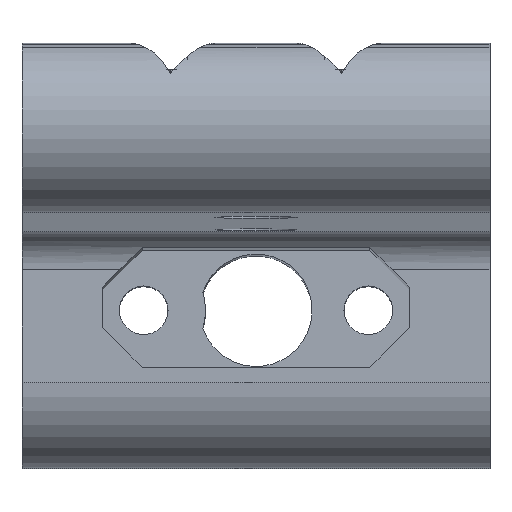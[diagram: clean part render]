
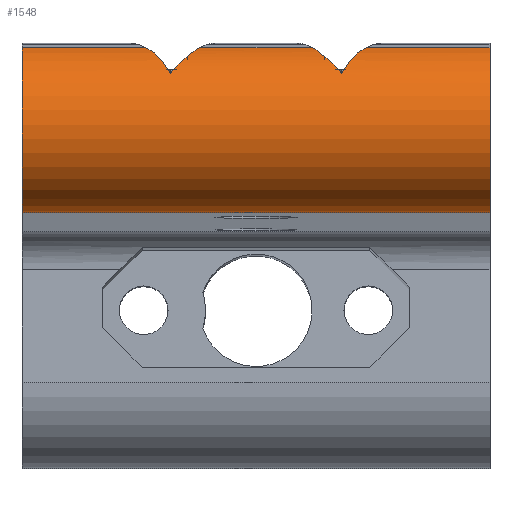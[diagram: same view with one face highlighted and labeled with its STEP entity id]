
A CAD part, front view. The second image highlights one B-rep face of the part: STEP entity #1548.
In plain terms, the highlighted cylindrical face has radius 4.543 mm (diameter 9.086 mm), a partial arc.
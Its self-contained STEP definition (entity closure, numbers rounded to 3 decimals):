
#98=FACE_OUTER_BOUND('',#185,.T.);
#185=EDGE_LOOP('',(#1108,#1109,#1110,#1111,#1112,#1113,#1114,#1115,#1116,
#1117,#1118,#1119,#1120,#1121,#1122,#1123));
#281=CIRCLE('',#1664,4.543);
#282=CIRCLE('',#1665,4.543);
#363=LINE('',#2414,#516);
#364=LINE('',#2418,#517);
#365=LINE('',#2422,#518);
#366=LINE('',#2432,#519);
#516=VECTOR('',#1893,10.);
#517=VECTOR('',#1896,10.);
#518=VECTOR('',#1899,10.);
#519=VECTOR('',#1910,10.);
#627=ELLIPSE('',#1662,5.436,4.543);
#628=ELLIPSE('',#1663,5.436,4.543);
#629=ELLIPSE('',#1666,5.436,4.543);
#630=ELLIPSE('',#1667,5.436,4.543);
#631=ELLIPSE('',#1668,6.228,4.543);
#632=ELLIPSE('',#1669,6.228,4.543);
#633=ELLIPSE('',#1670,5.371,4.543);
#634=ELLIPSE('',#1671,5.371,4.543);
#635=ELLIPSE('',#1672,6.228,4.543);
#636=ELLIPSE('',#1673,6.228,4.543);
#697=VERTEX_POINT('',#2372);
#699=VERTEX_POINT('',#2376);
#706=VERTEX_POINT('',#2391);
#708=VERTEX_POINT('',#2395);
#713=VERTEX_POINT('',#2409);
#714=VERTEX_POINT('',#2411);
#715=VERTEX_POINT('',#2413);
#716=VERTEX_POINT('',#2415);
#717=VERTEX_POINT('',#2417);
#718=VERTEX_POINT('',#2419);
#719=VERTEX_POINT('',#2421);
#720=VERTEX_POINT('',#2424);
#721=VERTEX_POINT('',#2427);
#722=VERTEX_POINT('',#2429);
#723=VERTEX_POINT('',#2431);
#724=VERTEX_POINT('',#2433);
#869=EDGE_CURVE('',#713,#697,#627,.T.);
#870=EDGE_CURVE('',#697,#714,#628,.T.);
#871=EDGE_CURVE('',#715,#714,#363,.T.);
#872=EDGE_CURVE('',#715,#716,#281,.T.);
#873=EDGE_CURVE('',#716,#717,#364,.T.);
#874=EDGE_CURVE('',#718,#717,#282,.T.);
#875=EDGE_CURVE('',#719,#718,#365,.T.);
#876=EDGE_CURVE('',#719,#708,#629,.T.);
#877=EDGE_CURVE('',#708,#720,#630,.T.);
#878=EDGE_CURVE('',#720,#706,#631,.T.);
#879=EDGE_CURVE('',#706,#721,#632,.T.);
#880=EDGE_CURVE('',#721,#722,#633,.T.);
#881=EDGE_CURVE('',#723,#722,#366,.T.);
#882=EDGE_CURVE('',#723,#724,#634,.T.);
#883=EDGE_CURVE('',#724,#699,#635,.T.);
#884=EDGE_CURVE('',#699,#713,#636,.T.);
#1108=ORIENTED_EDGE('',*,*,#869,.T.);
#1109=ORIENTED_EDGE('',*,*,#870,.T.);
#1110=ORIENTED_EDGE('',*,*,#871,.F.);
#1111=ORIENTED_EDGE('',*,*,#872,.T.);
#1112=ORIENTED_EDGE('',*,*,#873,.T.);
#1113=ORIENTED_EDGE('',*,*,#874,.F.);
#1114=ORIENTED_EDGE('',*,*,#875,.F.);
#1115=ORIENTED_EDGE('',*,*,#876,.T.);
#1116=ORIENTED_EDGE('',*,*,#877,.T.);
#1117=ORIENTED_EDGE('',*,*,#878,.T.);
#1118=ORIENTED_EDGE('',*,*,#879,.T.);
#1119=ORIENTED_EDGE('',*,*,#880,.T.);
#1120=ORIENTED_EDGE('',*,*,#881,.F.);
#1121=ORIENTED_EDGE('',*,*,#882,.T.);
#1122=ORIENTED_EDGE('',*,*,#883,.T.);
#1123=ORIENTED_EDGE('',*,*,#884,.T.);
#1523=CYLINDRICAL_SURFACE('',#1661,4.543);
#1548=ADVANCED_FACE('',(#98),#1523,.T.);
#1661=AXIS2_PLACEMENT_3D('',#2408,#1887,#1888);
#1662=AXIS2_PLACEMENT_3D('',#2410,#1889,#1890);
#1663=AXIS2_PLACEMENT_3D('',#2412,#1891,#1892);
#1664=AXIS2_PLACEMENT_3D('',#2416,#1894,#1895);
#1665=AXIS2_PLACEMENT_3D('',#2420,#1897,#1898);
#1666=AXIS2_PLACEMENT_3D('',#2423,#1900,#1901);
#1667=AXIS2_PLACEMENT_3D('',#2425,#1902,#1903);
#1668=AXIS2_PLACEMENT_3D('',#2426,#1904,#1905);
#1669=AXIS2_PLACEMENT_3D('',#2428,#1906,#1907);
#1670=AXIS2_PLACEMENT_3D('',#2430,#1908,#1909);
#1671=AXIS2_PLACEMENT_3D('',#2434,#1911,#1912);
#1672=AXIS2_PLACEMENT_3D('',#2435,#1913,#1914);
#1673=AXIS2_PLACEMENT_3D('',#2436,#1915,#1916);
#1887=DIRECTION('center_axis',(1.,0.,0.));
#1888=DIRECTION('ref_axis',(0.,-0.977,-0.215));
#1889=DIRECTION('center_axis',(-0.836,-0.549,0.016));
#1890=DIRECTION('ref_axis',(-0.549,0.835,-0.024));
#1891=DIRECTION('center_axis',(-0.836,-0.549,0.016));
#1892=DIRECTION('ref_axis',(-0.549,0.835,-0.024));
#1893=DIRECTION('',(1.,0.,0.));
#1894=DIRECTION('center_axis',(1.,0.,0.));
#1895=DIRECTION('ref_axis',(0.,0.995,0.097));
#1896=DIRECTION('',(1.,0.,0.));
#1897=DIRECTION('center_axis',(1.,0.,0.));
#1898=DIRECTION('ref_axis',(0.,0.995,0.097));
#1899=DIRECTION('',(1.,0.,0.));
#1900=DIRECTION('center_axis',(0.836,-0.549,0.016));
#1901=DIRECTION('ref_axis',(0.549,0.835,-0.024));
#1902=DIRECTION('center_axis',(0.836,-0.549,0.016));
#1903=DIRECTION('ref_axis',(0.549,0.835,-0.024));
#1904=DIRECTION('center_axis',(-0.729,-0.684,0.02));
#1905=DIRECTION('ref_axis',(-0.684,0.729,-0.021));
#1906=DIRECTION('center_axis',(-0.729,-0.684,0.02));
#1907=DIRECTION('ref_axis',(-0.684,0.729,-0.021));
#1908=DIRECTION('center_axis',(-0.846,-0.533,0.015));
#1909=DIRECTION('ref_axis',(-0.533,0.845,-0.025));
#1910=DIRECTION('',(1.,0.,0.));
#1911=DIRECTION('center_axis',(0.846,-0.533,0.015));
#1912=DIRECTION('ref_axis',(0.533,0.845,-0.025));
#1913=DIRECTION('center_axis',(0.729,-0.684,0.02));
#1914=DIRECTION('ref_axis',(0.684,0.729,-0.021));
#1915=DIRECTION('center_axis',(0.729,-0.684,0.02));
#1916=DIRECTION('ref_axis',(0.684,0.729,-0.021));
#2372=CARTESIAN_POINT('',(-20.086,41.799,27.389));
#2376=CARTESIAN_POINT('',(-19.794,41.799,27.389));
#2391=CARTESIAN_POINT('',(-10.993,41.799,27.389));
#2395=CARTESIAN_POINT('',(-10.701,41.799,27.389));
#2408=CARTESIAN_POINT('Origin',(-27.893,45.096,24.264));
#2409=CARTESIAN_POINT('',(-19.966,41.61,27.177));
#2410=CARTESIAN_POINT('Origin',(-22.312,45.096,24.264));
#2411=CARTESIAN_POINT('',(-21.274,43.642,28.568));
#2412=CARTESIAN_POINT('Origin',(-22.312,45.096,24.264));
#2413=CARTESIAN_POINT('',(-27.893,43.642,28.568));
#2414=CARTESIAN_POINT('',(-27.893,43.642,28.568));
#2415=CARTESIAN_POINT('',(-27.893,45.588,19.748));
#2416=CARTESIAN_POINT('Origin',(-27.893,45.096,24.264));
#2417=CARTESIAN_POINT('',(-2.893,45.588,19.748));
#2418=CARTESIAN_POINT('',(-27.893,45.588,19.748));
#2419=CARTESIAN_POINT('',(-2.893,43.642,28.568));
#2420=CARTESIAN_POINT('Origin',(-2.893,45.096,24.264));
#2421=CARTESIAN_POINT('',(-9.513,43.642,28.568));
#2422=CARTESIAN_POINT('',(-27.893,43.642,28.568));
#2423=CARTESIAN_POINT('Origin',(-8.475,45.096,24.264));
#2424=CARTESIAN_POINT('',(-10.821,41.61,27.177));
#2425=CARTESIAN_POINT('Origin',(-8.475,45.096,24.264));
#2426=CARTESIAN_POINT('Origin',(-14.169,45.096,24.264));
#2427=CARTESIAN_POINT('',(-11.733,42.608,28.065));
#2428=CARTESIAN_POINT('Origin',(-14.169,45.096,24.264));
#2429=CARTESIAN_POINT('',(-12.375,43.642,28.568));
#2430=CARTESIAN_POINT('Origin',(-13.371,45.096,24.264));
#2431=CARTESIAN_POINT('',(-18.411,43.642,28.568));
#2432=CARTESIAN_POINT('',(-27.893,43.642,28.568));
#2433=CARTESIAN_POINT('',(-19.054,42.608,28.065));
#2434=CARTESIAN_POINT('Origin',(-17.416,45.096,24.264));
#2435=CARTESIAN_POINT('Origin',(-16.618,45.096,24.264));
#2436=CARTESIAN_POINT('Origin',(-16.618,45.096,24.264));
